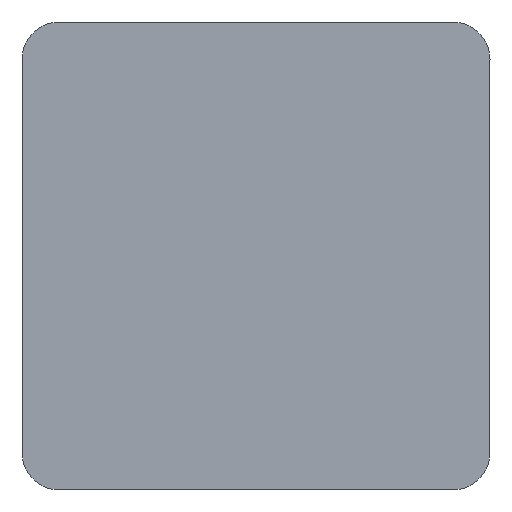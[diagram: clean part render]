
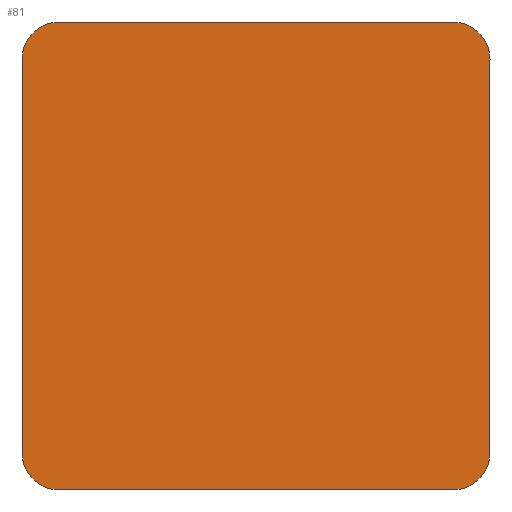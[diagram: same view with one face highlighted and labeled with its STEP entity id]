
A CAD part, top view. The second image highlights one B-rep face of the part: STEP entity #81.
In plain terms, the highlighted planar face has unit normal (0, 0, 1).
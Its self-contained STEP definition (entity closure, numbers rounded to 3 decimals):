
#77=VERTEX_POINT('',#195);
#81=ADVANCED_FACE('',(#199),#200,.T.);
#89=EDGE_CURVE('',#159,#151,#211,.T.);
#99=VERTEX_POINT('',#221);
#103=VERTEX_POINT('',#225);
#111=EDGE_CURVE('',#129,#77,#234,.T.);
#113=EDGE_CURVE('',#99,#165,#236,.T.);
#121=VERTEX_POINT('',#245);
#129=VERTEX_POINT('',#253);
#135=EDGE_CURVE('',#165,#103,#259,.T.);
#147=EDGE_CURVE('',#121,#129,#273,.T.);
#151=VERTEX_POINT('',#277);
#159=VERTEX_POINT('',#287);
#161=EDGE_CURVE('',#151,#121,#289,.T.);
#165=VERTEX_POINT('',#293);
#169=EDGE_CURVE('',#103,#159,#297,.T.);
#175=EDGE_CURVE('',#77,#99,#303,.T.);
#195=CARTESIAN_POINT('',(0.,9.2,0.0));
#199=FACE_OUTER_BOUND('',#318,.T.);
#200=PLANE('',#319);
#211=LINE('',#331,#332);
#221=CARTESIAN_POINT('',(0.0,0.8,0.0));
#225=CARTESIAN_POINT('',(9.2,0.0,0.0));
#234=CIRCLE('',#362,0.8);
#236=CIRCLE('',#365,0.8);
#245=CARTESIAN_POINT('',(9.2,10.,0.0));
#253=CARTESIAN_POINT('',(0.8,10.0,0.0));
#259=LINE('',#397,#398);
#273=LINE('',#417,#418);
#277=CARTESIAN_POINT('',(10.0,9.2,0.0));
#287=CARTESIAN_POINT('',(10.,0.8,0.0));
#289=CIRCLE('',#437,0.8);
#293=CARTESIAN_POINT('',(0.8,0.0,0.0));
#297=CIRCLE('',#448,0.8);
#303=LINE('',#459,#460);
#318=EDGE_LOOP('',(#465,#466,#467,#468,#469,#470,#471,#472));
#319=AXIS2_PLACEMENT_3D('',#473,#474,#475);
#331=CARTESIAN_POINT('',(10.0,0.8,0.0));
#332=VECTOR('',#504,1.0);
#362=AXIS2_PLACEMENT_3D('',#516,#517,#518);
#365=AXIS2_PLACEMENT_3D('',#519,#520,#521);
#397=CARTESIAN_POINT('',(0.8,0.0,0.0));
#398=VECTOR('',#539,1.0);
#417=CARTESIAN_POINT('',(9.2,10.0,0.0));
#418=VECTOR('',#563,1.0);
#437=AXIS2_PLACEMENT_3D('',#581,#582,#583);
#448=AXIS2_PLACEMENT_3D('',#585,#586,#587);
#459=CARTESIAN_POINT('',(0.0,9.2,0.0));
#460=VECTOR('',#590,1.0);
#465=ORIENTED_EDGE('',*,*,#135,.T.);
#466=ORIENTED_EDGE('',*,*,#169,.T.);
#467=ORIENTED_EDGE('',*,*,#89,.T.);
#468=ORIENTED_EDGE('',*,*,#161,.T.);
#469=ORIENTED_EDGE('',*,*,#147,.T.);
#470=ORIENTED_EDGE('',*,*,#111,.T.);
#471=ORIENTED_EDGE('',*,*,#175,.T.);
#472=ORIENTED_EDGE('',*,*,#113,.T.);
#473=CARTESIAN_POINT('',(5.0,5.0,0.0));
#474=DIRECTION('',(0.0,0.0,1.0));
#475=DIRECTION('',(1.0,0.0,0.0));
#504=DIRECTION('',(0.0,1.0,0.0));
#516=CARTESIAN_POINT('',(0.8,9.2,0.0));
#517=DIRECTION('',(0.0,0.0,1.0));
#518=DIRECTION('',(0.,1.0,0.0));
#519=CARTESIAN_POINT('',(0.8,0.8,0.0));
#520=DIRECTION('',(0.0,0.0,1.0));
#521=DIRECTION('',(-1.0,0.,0.0));
#539=DIRECTION('',(1.0,0.0,0.0));
#563=DIRECTION('',(-1.0,0.0,0.0));
#581=CARTESIAN_POINT('',(9.2,9.2,0.0));
#582=DIRECTION('',(0.0,-0.0,1.0));
#583=DIRECTION('',(1.0,0.,0.0));
#585=CARTESIAN_POINT('',(9.2,0.8,0.0));
#586=DIRECTION('',(0.0,0.0,1.0));
#587=DIRECTION('',(0.,-1.0,0.0));
#590=DIRECTION('',(0.0,-1.0,0.0));
